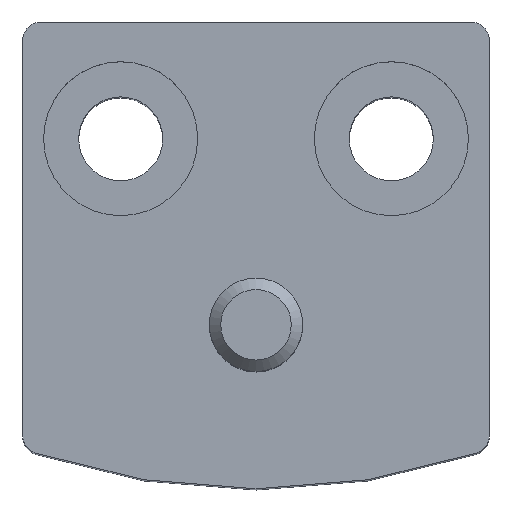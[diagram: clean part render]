
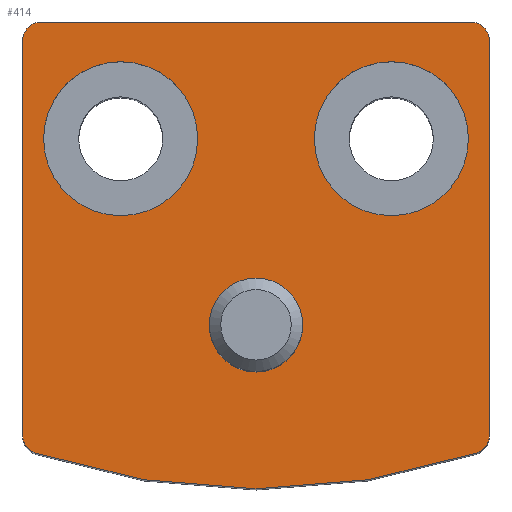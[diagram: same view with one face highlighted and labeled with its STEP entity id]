
A CAD part, top view. The second image highlights one B-rep face of the part: STEP entity #414.
In plain terms, the highlighted planar face has unit normal (0, 0, 1).
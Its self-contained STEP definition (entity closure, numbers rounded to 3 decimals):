
#32=CIRCLE('',#464,0.4);
#34=CIRCLE('',#467,15.);
#36=CIRCLE('',#470,0.4);
#38=CIRCLE('',#474,0.4);
#42=CIRCLE('',#480,0.4);
#46=CIRCLE('',#486,1.);
#47=CIRCLE('',#487,1.65);
#48=CIRCLE('',#488,1.65);
#123=ORIENTED_EDGE('',*,*,#199,.T.);
#124=ORIENTED_EDGE('',*,*,#200,.T.);
#125=ORIENTED_EDGE('',*,*,#201,.T.);
#126=ORIENTED_EDGE('',*,*,#171,.T.);
#127=ORIENTED_EDGE('',*,*,#175,.T.);
#128=ORIENTED_EDGE('',*,*,#178,.T.);
#129=ORIENTED_EDGE('',*,*,#181,.T.);
#130=ORIENTED_EDGE('',*,*,#184,.T.);
#131=ORIENTED_EDGE('',*,*,#187,.T.);
#132=ORIENTED_EDGE('',*,*,#192,.T.);
#133=ORIENTED_EDGE('',*,*,#195,.T.);
#171=EDGE_CURVE('',#217,#218,#255,.T.);
#175=EDGE_CURVE('',#218,#221,#32,.T.);
#178=EDGE_CURVE('',#221,#223,#34,.T.);
#181=EDGE_CURVE('',#223,#225,#36,.T.);
#184=EDGE_CURVE('',#225,#227,#262,.T.);
#187=EDGE_CURVE('',#227,#229,#38,.T.);
#192=EDGE_CURVE('',#229,#233,#266,.T.);
#195=EDGE_CURVE('',#233,#217,#42,.T.);
#199=EDGE_CURVE('',#237,#237,#46,.T.);
#200=EDGE_CURVE('',#238,#238,#47,.T.);
#201=EDGE_CURVE('',#239,#239,#48,.T.);
#217=VERTEX_POINT('',#676);
#218=VERTEX_POINT('',#677);
#221=VERTEX_POINT('',#685);
#223=VERTEX_POINT('',#691);
#225=VERTEX_POINT('',#697);
#227=VERTEX_POINT('',#703);
#229=VERTEX_POINT('',#709);
#233=VERTEX_POINT('',#719);
#237=VERTEX_POINT('',#733);
#238=VERTEX_POINT('',#735);
#239=VERTEX_POINT('',#737);
#255=LINE('',#675,#269);
#262=LINE('',#702,#276);
#266=LINE('',#718,#280);
#269=VECTOR('',#531,1000.);
#276=VECTOR('',#558,1000.);
#280=VECTOR('',#574,1000.);
#296=EDGE_LOOP('',(#123));
#297=EDGE_LOOP('',(#124));
#298=EDGE_LOOP('',(#125));
#299=EDGE_LOOP('',(#126,#127,#128,#129,#130,#131,#132,#133));
#350=FACE_BOUND('',#296,.T.);
#351=FACE_BOUND('',#297,.T.);
#352=FACE_BOUND('',#298,.T.);
#353=FACE_BOUND('',#299,.T.);
#395=PLANE('',#485);
#414=ADVANCED_FACE('',(#350,#351,#352,#353),#395,.T.);
#464=AXIS2_PLACEMENT_3D('',#684,#537,#538);
#467=AXIS2_PLACEMENT_3D('',#690,#544,#545);
#470=AXIS2_PLACEMENT_3D('',#696,#551,#552);
#474=AXIS2_PLACEMENT_3D('',#708,#563,#564);
#480=AXIS2_PLACEMENT_3D('',#724,#579,#580);
#485=AXIS2_PLACEMENT_3D('',#731,#589,#590);
#486=AXIS2_PLACEMENT_3D('',#732,#591,#592);
#487=AXIS2_PLACEMENT_3D('',#734,#593,#594);
#488=AXIS2_PLACEMENT_3D('',#736,#595,#596);
#531=DIRECTION('',(0.,-1.,0.));
#537=DIRECTION('',(0.,0.,1.));
#538=DIRECTION('',(1.,0.,0.));
#544=DIRECTION('',(0.,0.,1.));
#545=DIRECTION('',(1.,0.,0.));
#551=DIRECTION('',(0.,0.,1.));
#552=DIRECTION('',(1.,0.,0.));
#558=DIRECTION('',(0.,1.,0.));
#563=DIRECTION('',(0.,0.,1.));
#564=DIRECTION('',(1.,0.,0.));
#574=DIRECTION('',(-1.,0.,0.));
#579=DIRECTION('',(0.,0.,1.));
#580=DIRECTION('',(1.,0.,0.));
#589=DIRECTION('',(0.,0.,1.));
#590=DIRECTION('',(1.,0.,0.));
#591=DIRECTION('',(0.,0.,-1.));
#592=DIRECTION('',(-1.,0.,0.));
#593=DIRECTION('',(0.,0.,-1.));
#594=DIRECTION('',(-1.,0.,0.));
#595=DIRECTION('',(0.,0.,-1.));
#596=DIRECTION('',(-1.,0.,0.));
#675=CARTESIAN_POINT('',(-5.,6.1,0.));
#676=CARTESIAN_POINT('',(-5.,6.1,0.));
#677=CARTESIAN_POINT('',(-5.,-2.356,0.));
#684=CARTESIAN_POINT('',(-4.6,-2.356,0.));
#685=CARTESIAN_POINT('',(-4.726,-2.736,0.));
#690=CARTESIAN_POINT('',(0.,11.5,0.));
#691=CARTESIAN_POINT('',(4.726,-2.736,0.));
#696=CARTESIAN_POINT('',(4.6,-2.356,0.));
#697=CARTESIAN_POINT('',(5.,-2.356,0.));
#702=CARTESIAN_POINT('',(5.,-2.356,0.));
#703=CARTESIAN_POINT('',(5.,6.1,0.));
#708=CARTESIAN_POINT('',(4.6,6.1,0.));
#709=CARTESIAN_POINT('',(4.6,6.5,0.));
#718=CARTESIAN_POINT('',(4.6,6.5,0.));
#719=CARTESIAN_POINT('',(-4.6,6.5,0.));
#724=CARTESIAN_POINT('',(-4.6,6.1,0.));
#731=CARTESIAN_POINT('',(-4.6,-2.356,0.));
#732=CARTESIAN_POINT('',(0.,0.,0.));
#733=CARTESIAN_POINT('',(-1.,0.,0.));
#734=CARTESIAN_POINT('',(2.9,4.,0.));
#735=CARTESIAN_POINT('',(1.25,4.,0.));
#736=CARTESIAN_POINT('',(-2.9,4.,0.));
#737=CARTESIAN_POINT('',(-4.55,4.,0.));
